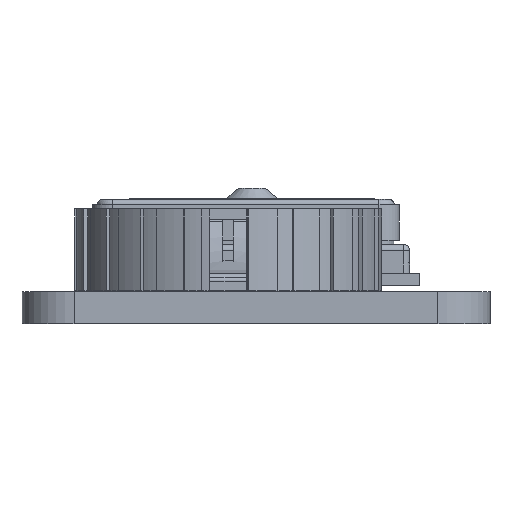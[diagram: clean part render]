
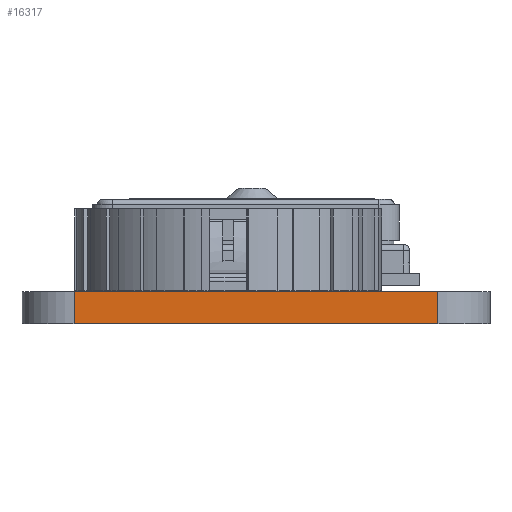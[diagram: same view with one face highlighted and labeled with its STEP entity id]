
A CAD part, left-side view. The second image highlights one B-rep face of the part: STEP entity #16317.
In plain terms, the highlighted planar face has unit normal (-1, 0, 0).
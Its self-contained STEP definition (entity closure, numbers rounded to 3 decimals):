
#352=PLANE('',#17505);
#1058=FACE_OUTER_BOUND('',#1970,.T.);
#1970=EDGE_LOOP('',(#11124,#11125,#11126,#11127));
#3066=LINE('',#23836,#4837);
#3067=LINE('',#23838,#4838);
#3068=LINE('',#23840,#4839);
#3069=LINE('',#23841,#4840);
#4837=VECTOR('',#19229,10.);
#4838=VECTOR('',#19230,10.);
#4839=VECTOR('',#19231,10.);
#4840=VECTOR('',#19232,10.);
#7188=VERTEX_POINT('',#23834);
#7189=VERTEX_POINT('',#23835);
#7190=VERTEX_POINT('',#23837);
#7191=VERTEX_POINT('',#23839);
#8759=EDGE_CURVE('',#7188,#7189,#3066,.T.);
#8760=EDGE_CURVE('',#7189,#7190,#3067,.T.);
#8761=EDGE_CURVE('',#7191,#7190,#3068,.T.);
#8762=EDGE_CURVE('',#7188,#7191,#3069,.T.);
#11124=ORIENTED_EDGE('',*,*,#8759,.T.);
#11125=ORIENTED_EDGE('',*,*,#8760,.T.);
#11126=ORIENTED_EDGE('',*,*,#8761,.F.);
#11127=ORIENTED_EDGE('',*,*,#8762,.F.);
#16317=ADVANCED_FACE('',(#1058),#352,.T.);
#17505=AXIS2_PLACEMENT_3D('',#23833,#19227,#19228);
#19227=DIRECTION('center_axis',(-1.,0.,0.));
#19228=DIRECTION('ref_axis',(0.,-1.,0.));
#19229=DIRECTION('',(0.,-1.,0.));
#19230=DIRECTION('',(0.,0.,1.));
#19231=DIRECTION('',(0.,-1.,0.));
#19232=DIRECTION('',(0.,0.,1.));
#23833=CARTESIAN_POINT('Origin',(0.,20.32,0.));
#23834=CARTESIAN_POINT('',(0.,20.32,0.));
#23835=CARTESIAN_POINT('',(0.,2.54,0.));
#23836=CARTESIAN_POINT('',(0.,20.32,0.));
#23837=CARTESIAN_POINT('',(0.,2.54,1.57));
#23838=CARTESIAN_POINT('',(0.,2.54,0.));
#23839=CARTESIAN_POINT('',(0.,20.32,1.57));
#23840=CARTESIAN_POINT('',(0.,20.32,1.57));
#23841=CARTESIAN_POINT('',(0.,20.32,0.));
